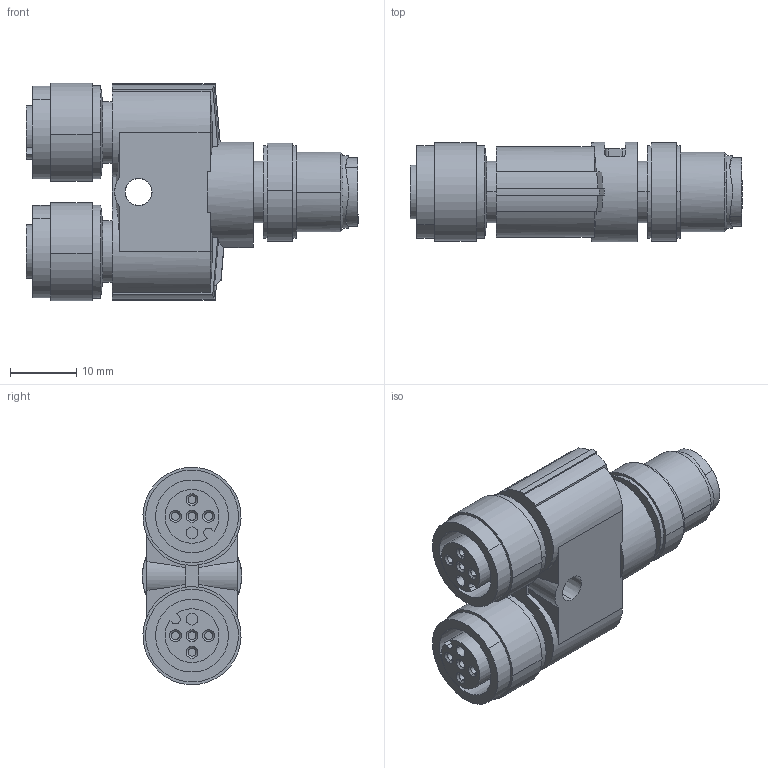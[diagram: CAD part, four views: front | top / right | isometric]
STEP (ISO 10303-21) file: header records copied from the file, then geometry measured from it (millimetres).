
FILE_DESCRIPTION(('SolidDesigner STEP Export'),'2;1');
FILE_NAME('1683455_SAC_3P_M12Y_2XM12FS_PE-select.stp','2015-05-29T14:27:38',(''),(''),'Creo Elements/Direct Modeling STEP processor for AP214 (Solid Model)','Creo Elements/Direct Modeling 18.1B 29-Sep-2012 (C) Parametric Technology GmbH','');
FILE_SCHEMA(('AUTOMOTIVE_DESIGN { 1 0 10303 214 1 1 1 1 }'));
Length unit declared in the file: millimetre
Products named in the file (2): 1683455_SAC_3P_M12Y_2XM12FS_PE-select
Assembly tree (1 placements, depth 2):
  1683455_SAC_3P_M12Y_2XM12FS_PE-select
    1683455_SAC_3P_M12Y_2XM12FS_PE-select
Bounding box: 50.08 x 15 x 32.79 mm (x, y, z)
Volume: 11308 mm3; surface area: 6457.4 mm2
Topology: 1 solids, 1 shells, 227 faces, 550 edges, 358 vertices
Faces by surface type: plane 91, cylinder 90, cone 46
Entity records: 9297 total; most frequent: CARTESIAN_POINT 2324, ORIENTED_EDGE 1100, DIRECTION 997, EDGE_CURVE 550, AXIS2_PLACEMENT_3D 366, VERTEX_POINT 358, VECTOR 265, LINE 265
